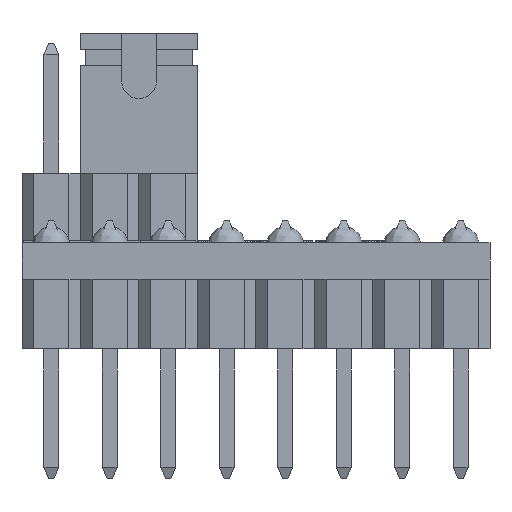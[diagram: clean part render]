
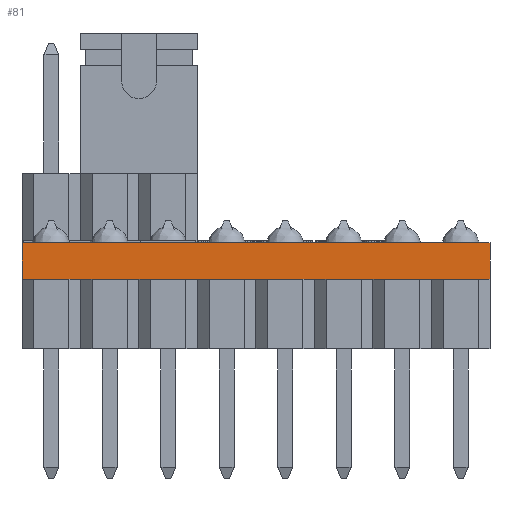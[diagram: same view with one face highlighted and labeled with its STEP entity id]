
A CAD part, front view. The second image highlights one B-rep face of the part: STEP entity #81.
In plain terms, the highlighted free-form (B-spline) face has degree [1, 1] with [2, 2] control points.
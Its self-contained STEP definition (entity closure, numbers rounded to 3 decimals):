
#31 = VERTEX_POINT('',#32);
#32 = CARTESIAN_POINT('',(-11.481,-8.611,1.808
    ));
#37 = EDGE_CURVE('',#38,#31,#40,.T.);
#38 = VERTEX_POINT('',#39);
#39 = CARTESIAN_POINT('',(-11.481,-8.611,0.));
#40 = B_SPLINE_CURVE_WITH_KNOTS('',1,(#41,#42),.UNSPECIFIED.,.F.,.F.,(2,
    2),(0.,1.6),.PIECEWISE_BEZIER_KNOTS.);
#41 = CARTESIAN_POINT('',(-11.481,-8.611,0.));
#42 = CARTESIAN_POINT('',(-11.481,-8.611,1.808
    ));
#81 = ADVANCED_FACE('',(#82),#104,.F.);
#82 = FACE_BOUND('',#83,.F.);
#83 = EDGE_LOOP('',(#84,#85,#92,#99));
#84 = ORIENTED_EDGE('',*,*,#37,.T.);
#85 = ORIENTED_EDGE('',*,*,#86,.T.);
#86 = EDGE_CURVE('',#31,#87,#89,.T.);
#87 = VERTEX_POINT('',#88);
#88 = CARTESIAN_POINT('',(11.481,-8.611,1.808
    ));
#89 = B_SPLINE_CURVE_WITH_KNOTS('',1,(#90,#91),.UNSPECIFIED.,.F.,.F.,(2,
    2),(0.,20.32),.PIECEWISE_BEZIER_KNOTS.);
#90 = CARTESIAN_POINT('',(-11.481,-8.611,1.808
    ));
#91 = CARTESIAN_POINT('',(11.481,-8.611,1.808
    ));
#92 = ORIENTED_EDGE('',*,*,#93,.F.);
#93 = EDGE_CURVE('',#94,#87,#96,.T.);
#94 = VERTEX_POINT('',#95);
#95 = CARTESIAN_POINT('',(11.481,-8.611,0.));
#96 = B_SPLINE_CURVE_WITH_KNOTS('',1,(#97,#98),.UNSPECIFIED.,.F.,.F.,(2,
    2),(0.,1.6),.PIECEWISE_BEZIER_KNOTS.);
#97 = CARTESIAN_POINT('',(11.481,-8.611,0.));
#98 = CARTESIAN_POINT('',(11.481,-8.611,1.808
    ));
#99 = ORIENTED_EDGE('',*,*,#100,.F.);
#100 = EDGE_CURVE('',#38,#94,#101,.T.);
#101 = B_SPLINE_CURVE_WITH_KNOTS('',1,(#102,#103),.UNSPECIFIED.,.F.,.F.,
  (2,2),(0.,20.32),.PIECEWISE_BEZIER_KNOTS.);
#102 = CARTESIAN_POINT('',(-11.481,-8.611,0.));
#103 = CARTESIAN_POINT('',(11.481,-8.611,0.));
#104 = B_SPLINE_SURFACE_WITH_KNOTS('',1,1,(
    (#105,#106)
    ,(#107,#108
    )),.UNSPECIFIED.,.F.,.F.,.F.,(2,2),(2,2),(0.,20.32),(-1.6,0.),
  .PIECEWISE_BEZIER_KNOTS.);
#105 = CARTESIAN_POINT('',(-11.481,-8.611,
    1.808));
#106 = CARTESIAN_POINT('',(-11.481,-8.611,0.));
#107 = CARTESIAN_POINT('',(11.481,-8.611,
    1.808));
#108 = CARTESIAN_POINT('',(11.481,-8.611,0.));
